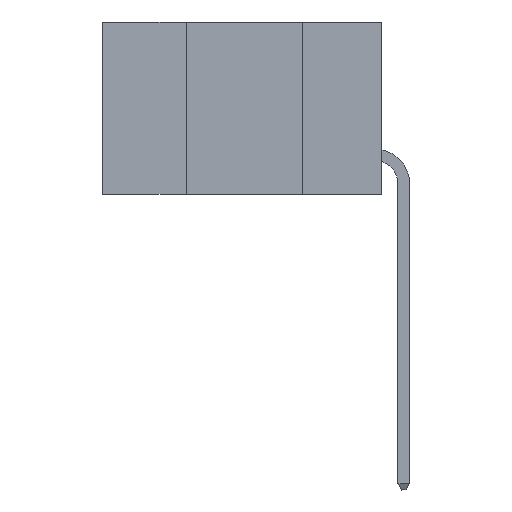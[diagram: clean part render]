
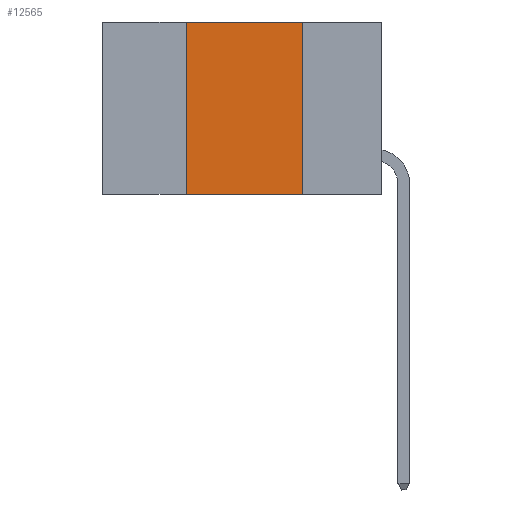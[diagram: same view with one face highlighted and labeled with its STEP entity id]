
A CAD part, left-side view. The second image highlights one B-rep face of the part: STEP entity #12565.
In plain terms, the highlighted planar face has unit normal (-1, 0, 0).
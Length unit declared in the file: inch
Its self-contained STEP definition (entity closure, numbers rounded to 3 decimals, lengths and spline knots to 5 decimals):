
#459 = DIRECTION ( 'NONE',  ( 1., 0., 0. ) ) ;
#1298 = EDGE_CURVE ( 'NONE', #1592, #4669, #12449, .T. ) ;
#1592 = VERTEX_POINT ( 'NONE', #7602 ) ;
#1669 = ORIENTED_EDGE ( 'NONE', *, *, #13650, .F. ) ;
#2008 = EDGE_CURVE ( 'NONE', #11608, #7551, #5915, .T. ) ;
#2127 = VECTOR ( 'NONE', #2317, 39.37008 ) ;
#2291 = DIRECTION ( 'NONE',  ( 0., -1., 0. ) ) ;
#2317 = DIRECTION ( 'NONE',  ( 0., 0., 1. ) ) ;
#2486 = VECTOR ( 'NONE', #4859, 39.37008 ) ;
#2946 = CARTESIAN_POINT ( 'NONE',  ( 0., 0.6, 0. ) ) ;
#3066 = VECTOR ( 'NONE', #2291, 39.37008 ) ;
#3315 = CARTESIAN_POINT ( 'NONE',  ( 0., 0.6, 0. ) ) ;
#3510 = ORIENTED_EDGE ( 'NONE', *, *, #1298, .F. ) ;
#4208 = LINE ( 'NONE', #11253, #2486 ) ;
#4669 = VERTEX_POINT ( 'NONE', #12467 ) ;
#4859 = DIRECTION ( 'NONE',  ( 0., 0., -1. ) ) ;
#5164 = EDGE_LOOP ( 'NONE', ( #1669, #3510, #13369, #5495 ) ) ;
#5495 = ORIENTED_EDGE ( 'NONE', *, *, #2008, .T. ) ;
#5915 = LINE ( 'NONE', #7636, #3066 ) ;
#7340 = CARTESIAN_POINT ( 'NONE',  ( 0., 0.17, -0.37 ) ) ;
#7414 = FACE_OUTER_BOUND ( 'NONE', #5164, .T. ) ;
#7551 = VERTEX_POINT ( 'NONE', #7340 ) ;
#7602 = CARTESIAN_POINT ( 'NONE',  ( 0., 0.42, 0. ) ) ;
#7636 = CARTESIAN_POINT ( 'NONE',  ( 0., 0.6, -0.37 ) ) ;
#7841 = DIRECTION ( 'NONE',  ( 0., 0., -1. ) ) ;
#9109 = EDGE_CURVE ( 'NONE', #11608, #1592, #11378, .T. ) ;
#9456 = DIRECTION ( 'NONE',  ( 0., -1., 0. ) ) ;
#11253 = CARTESIAN_POINT ( 'NONE',  ( 0., 0.17, 0. ) ) ;
#11378 = LINE ( 'NONE', #13095, #2127 ) ;
#11608 = VERTEX_POINT ( 'NONE', #12473 ) ;
#12007 = PLANE ( 'NONE',  #13268 ) ;
#12108 = VECTOR ( 'NONE', #9456, 39.37008 ) ;
#12449 = LINE ( 'NONE', #2946, #12108 ) ;
#12467 = CARTESIAN_POINT ( 'NONE',  ( 0., 0.17, 0. ) ) ;
#12473 = CARTESIAN_POINT ( 'NONE',  ( 0., 0.42, -0.37 ) ) ;
#12565 = ADVANCED_FACE ( 'NONE', ( #7414 ), #12007, .F. ) ;
#13095 = CARTESIAN_POINT ( 'NONE',  ( 0., 0.42, 0. ) ) ;
#13268 = AXIS2_PLACEMENT_3D ( 'NONE', #3315, #459, #7841 ) ;
#13369 = ORIENTED_EDGE ( 'NONE', *, *, #9109, .F. ) ;
#13650 = EDGE_CURVE ( 'NONE', #4669, #7551, #4208, .T. ) ;
